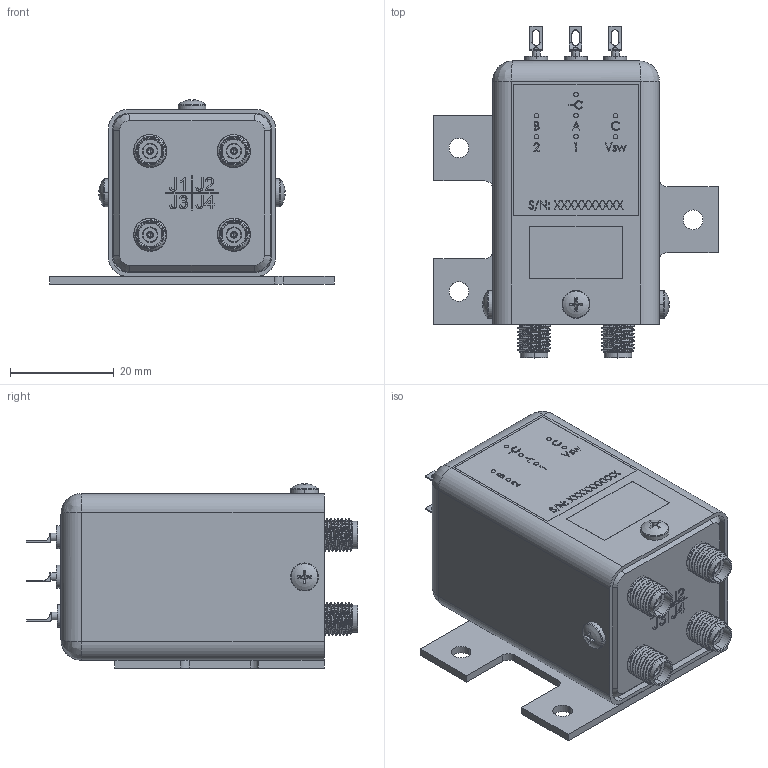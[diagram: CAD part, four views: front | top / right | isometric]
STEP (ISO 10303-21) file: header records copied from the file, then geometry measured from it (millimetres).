
FILE_DESCRIPTION (( 'STEP AP203' ), '1' );
FILE_NAME ('FMSW6484_3D.STEP', '2022-05-16T18:22:57', ( '' ), ( '' ), 'SwSTEP 2.0', 'SolidWorks 2021', '' );
FILE_SCHEMA (( 'CONFIG_CONTROL_DESIGN' ));
Length unit declared in the file: inch
Products named in the file (10): K22-LAQT0S Rev.1(2)^FMSW6484; R040194-e360^K22-LAQT0S Rev.1(2)_FMSW6484; A12075Y04_-401^K22-LAQT0S Rev.1(2)_FMSW6484; A12075Y05_-402^K22-LAQT0S Rev.1(2)_FMSW6484; FMSW6484_3D; R09003-7HOLE^K22-LAQT0S Rev.1(2)_FMSW6484; K16029002^K22-LAQT0S Rev.1(2)_FMSW6484; R040691-e360_-03^K22-LAQT0S Rev.1(2)_FMSW6484; K22021001^K22-LAQT0S Rev.1(2)_FMSW6484; A12075Y05_-202^K22-LAQT0S Rev.1(2)_FMSW6484
Assembly tree (21 placements, depth 3):
  FMSW6484_3D
    K22-LAQT0S Rev.1(2)^FMSW6484
      K22021001^K22-LAQT0S Rev.1(2)_FMSW6484
      K16029002^K22-LAQT0S Rev.1(2)_FMSW6484  x4
      R09003-7HOLE^K22-LAQT0S Rev.1(2)_FMSW6484
      R040691-e360_-03^K22-LAQT0S Rev.1(2)_FMSW6484  x7
      R040194-e360^K22-LAQT0S Rev.1(2)_FMSW6484
      A12075Y04_-401^K22-LAQT0S Rev.1(2)_FMSW6484  x3
      A12075Y05_-402^K22-LAQT0S Rev.1(2)_FMSW6484
      A12075Y05_-202^K22-LAQT0S Rev.1(2)_FMSW6484  x2
Bounding box: 54.86 x 64.03 x 35.56 mm (x, y, z)
Volume: 14577.1 mm3; surface area: 23334.7 mm2
Topology: 28 solids, 28 shells, 1299 faces, 3294 edges, 2146 vertices
Faces by surface type: plane 592, cylinder 396, bspline 186, cone 84, torus 38, sphere 3
Entity records: 34808 total; most frequent: CARTESIAN_POINT 15865, ORIENTED_EDGE 3880, DIRECTION 3119, EDGE_CURVE 1940, VERTEX_POINT 1277, VECTOR 1215, LINE 1215, AXIS2_PLACEMENT_3D 952
